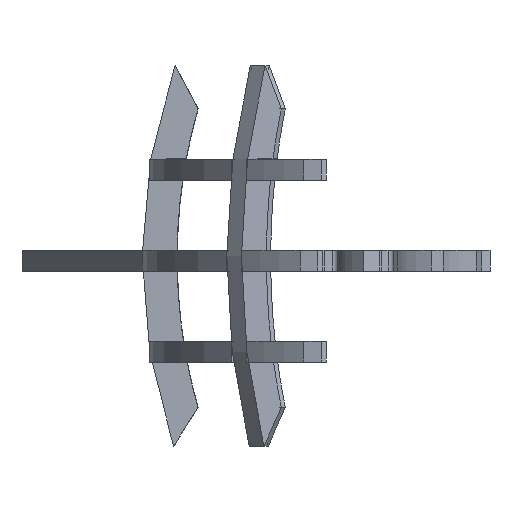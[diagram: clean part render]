
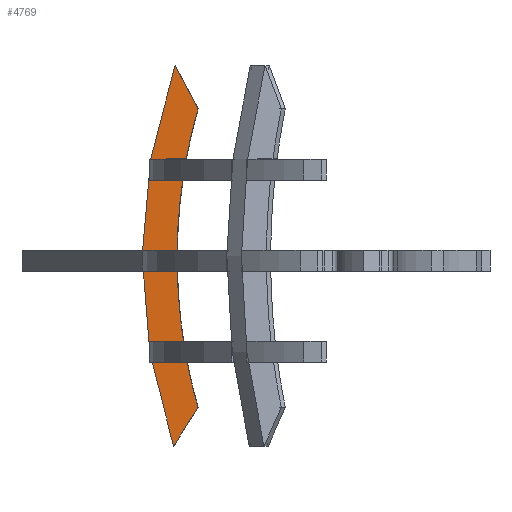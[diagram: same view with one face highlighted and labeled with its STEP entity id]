
A CAD part, left-side view. The second image highlights one B-rep face of the part: STEP entity #4769.
In plain terms, the highlighted face is planar.
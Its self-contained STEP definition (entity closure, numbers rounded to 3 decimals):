
#18 = VERTEX_POINT ( 'NONE', #1995 ) ;
#24 = DIRECTION ( 'NONE',  ( -1., 0., 0. ) ) ;
#194 = VERTEX_POINT ( 'NONE', #4491 ) ;
#196 = CARTESIAN_POINT ( 'NONE',  ( 0.44, -29.241, 3. ) ) ;
#249 = VECTOR ( 'NONE', #795, 1000. ) ;
#274 = EDGE_CURVE ( 'NONE', #3943, #4754, #5271, .T. ) ;
#283 = DIRECTION ( 'NONE',  ( 0.999, 0.036, 0. ) ) ;
#384 = EDGE_CURVE ( 'NONE', #5497, #3152, #3984, .T. ) ;
#430 = CARTESIAN_POINT ( 'NONE',  ( -0.151, 2.997, 3. ) ) ;
#460 = DIRECTION ( 'NONE',  ( 0., 0., -1. ) ) ;
#538 = DIRECTION ( 'NONE',  ( 0., 0., -1. ) ) ;
#721 = ORIENTED_EDGE ( 'NONE', *, *, #2073, .T. ) ;
#795 = DIRECTION ( 'NONE',  ( 1., 0.015, 0. ) ) ;
#868 = VERTEX_POINT ( 'NONE', #430 ) ;
#887 = FACE_OUTER_BOUND ( 'NONE', #5345, .T. ) ;
#908 = LINE ( 'NONE', #3220, #2817 ) ;
#912 = EDGE_CURVE ( 'NONE', #7374, #3544, #6072, .T. ) ;
#959 = LINE ( 'NONE', #3198, #5921 ) ;
#961 = AXIS2_PLACEMENT_3D ( 'NONE', #3999, #538, #24 ) ;
#1000 = CARTESIAN_POINT ( 'NONE',  ( 3.037, 0.109, 3. ) ) ;
#1071 = CARTESIAN_POINT ( 'NONE',  ( 0.827, -22.987, 3. ) ) ;
#1114 = DIRECTION ( 'NONE',  ( 0.999, 0.036, 0. ) ) ;
#1135 = DIRECTION ( 'NONE',  ( -1., 0., 0. ) ) ;
#1149 = AXIS2_PLACEMENT_3D ( 'NONE', #6427, #5807, #1135 ) ;
#1168 = ORIENTED_EDGE ( 'NONE', *, *, #7253, .T. ) ;
#1237 = DIRECTION ( 'NONE',  ( -1., 0., 0. ) ) ;
#1400 = ORIENTED_EDGE ( 'NONE', *, *, #5372, .T. ) ;
#1478 = ORIENTED_EDGE ( 'NONE', *, *, #2321, .T. ) ;
#1494 = CARTESIAN_POINT ( 'NONE',  ( -3.87, 29.002, 3. ) ) ;
#1524 = ORIENTED_EDGE ( 'NONE', *, *, #384, .T. ) ;
#1569 = DIRECTION ( 'NONE',  ( 0.036, -0.999, 0. ) ) ;
#1660 = DIRECTION ( 'NONE',  ( -1., 0., 0. ) ) ;
#1687 = LINE ( 'NONE', #1071, #3172 ) ;
#1749 = EDGE_CURVE ( 'NONE', #5538, #868, #4553, .T. ) ;
#1917 = DIRECTION ( 'NONE',  ( -1., 0., 0. ) ) ;
#1927 = EDGE_CURVE ( 'NONE', #18, #5185, #959, .T. ) ;
#1995 = CARTESIAN_POINT ( 'NONE',  ( -4.397, -43.579, 3. ) ) ;
#2000 = LINE ( 'NONE', #4923, #249 ) ;
#2015 = ORIENTED_EDGE ( 'NONE', *, *, #912, .T. ) ;
#2060 = LINE ( 'NONE', #196, #6615 ) ;
#2062 = ORIENTED_EDGE ( 'NONE', *, *, #3578, .F. ) ;
#2073 = EDGE_CURVE ( 'NONE', #6113, #5538, #4703, .T. ) ;
#2100 = AXIS2_PLACEMENT_3D ( 'NONE', #3537, #460, #1660 ) ;
#2274 = CARTESIAN_POINT ( 'NONE',  ( -0.892, 53.054, 3. ) ) ;
#2299 = DIRECTION ( 'NONE',  ( 0.036, -0.999, 0. ) ) ;
#2321 = EDGE_CURVE ( 'NONE', #3620, #4462, #2000, .T. ) ;
#2330 = LINE ( 'NONE', #4895, #5019 ) ;
#2588 = VECTOR ( 'NONE', #6352, 1000. ) ;
#2666 = PLANE ( 'NONE',  #3668 ) ;
#2778 = CARTESIAN_POINT ( 'NONE',  ( 1.994, 29.091, 3. ) ) ;
#2817 = VECTOR ( 'NONE', #283, 1000. ) ;
#2821 = EDGE_CURVE ( 'NONE', #194, #3943, #2060, .T. ) ;
#2931 = VECTOR ( 'NONE', #1917, 1000. ) ;
#3012 = ORIENTED_EDGE ( 'NONE', *, *, #3476, .T. ) ;
#3127 = CARTESIAN_POINT ( 'NONE',  ( -7.464, 41.669, 3. ) ) ;
#3152 = VERTEX_POINT ( 'NONE', #4356 ) ;
#3156 = CARTESIAN_POINT ( 'NONE',  ( 3.771, -22.881, 3. ) ) ;
#3166 = EDGE_CURVE ( 'NONE', #5497, #868, #2330, .T. ) ;
#3172 = VECTOR ( 'NONE', #1114, 1000. ) ;
#3189 = ORIENTED_EDGE ( 'NONE', *, *, #5516, .T. ) ;
#3198 = CARTESIAN_POINT ( 'NONE',  ( -4.397, -43.579, 3. ) ) ;
#3220 = CARTESIAN_POINT ( 'NONE',  ( -155.306, -8.59, 3. ) ) ;
#3238 = DIRECTION ( 'NONE',  ( 0., 0., -1. ) ) ;
#3325 = CIRCLE ( 'NONE', #7531, 165.516 ) ;
#3381 = EDGE_CURVE ( 'NONE', #7562, #3467, #5642, .T. ) ;
#3467 = VERTEX_POINT ( 'NONE', #6366 ) ;
#3476 = EDGE_CURVE ( 'NONE', #3467, #4754, #1687, .T. ) ;
#3535 = CARTESIAN_POINT ( 'NONE',  ( -155.387, -6.332, 3. ) ) ;
#3537 = CARTESIAN_POINT ( 'NONE',  ( -155.387, -6.332, 3. ) ) ;
#3544 = VERTEX_POINT ( 'NONE', #5391 ) ;
#3562 = VECTOR ( 'NONE', #1569, 1000. ) ;
#3578 = EDGE_CURVE ( 'NONE', #3620, #5956, #4884, .T. ) ;
#3620 = VERTEX_POINT ( 'NONE', #1494 ) ;
#3634 = CARTESIAN_POINT ( 'NONE',  ( 0., 29.002, 3. ) ) ;
#3668 = AXIS2_PLACEMENT_3D ( 'NONE', #3766, #3238, #5597 ) ;
#3766 = CARTESIAN_POINT ( 'NONE',  ( -155.387, -6.332, 3. ) ) ;
#3790 = CARTESIAN_POINT ( 'NONE',  ( -155.387, -6.332, 3. ) ) ;
#3818 = VECTOR ( 'NONE', #2299, 1000. ) ;
#3943 = VERTEX_POINT ( 'NONE', #6504 ) ;
#3984 = LINE ( 'NONE', #6963, #3818 ) ;
#3999 = CARTESIAN_POINT ( 'NONE',  ( -155.387, -6.332, 3. ) ) ;
#4150 = EDGE_CURVE ( 'NONE', #7562, #3152, #908, .T. ) ;
#4356 = CARTESIAN_POINT ( 'NONE',  ( 5.143, -2.817, 3. ) ) ;
#4462 = VERTEX_POINT ( 'NONE', #2778 ) ;
#4464 = CIRCLE ( 'NONE', #5457, 155.516 ) ;
#4491 = CARTESIAN_POINT ( 'NONE',  ( -1.572, -29.272, 3. ) ) ;
#4553 = CIRCLE ( 'NONE', #2100, 155.516 ) ;
#4679 = DIRECTION ( 'NONE',  ( -0.999, -0.036, 0. ) ) ;
#4703 = LINE ( 'NONE', #5213, #7649 ) ;
#4754 = VERTEX_POINT ( 'NONE', #3156 ) ;
#4769 = ADVANCED_FACE ( 'NONE', ( #887 ), #2666, .F. ) ;
#4884 = LINE ( 'NONE', #3634, #2931 ) ;
#4895 = CARTESIAN_POINT ( 'NONE',  ( -155.522, -2.594, 3. ) ) ;
#4910 = DIRECTION ( 'NONE',  ( 1., 0.015, 0. ) ) ;
#4921 = CARTESIAN_POINT ( 'NONE',  ( 2.597, -55.693, 3. ) ) ;
#4923 = CARTESIAN_POINT ( 'NONE',  ( -0.437, 29.054, 3. ) ) ;
#5019 = VECTOR ( 'NONE', #4679, 1000. ) ;
#5123 = CARTESIAN_POINT ( 'NONE',  ( -3.938, 29.002, 3. ) ) ;
#5185 = VERTEX_POINT ( 'NONE', #4921 ) ;
#5213 = CARTESIAN_POINT ( 'NONE',  ( -0.827, 22.985, 3. ) ) ;
#5271 = LINE ( 'NONE', #6497, #2588 ) ;
#5345 = EDGE_LOOP ( 'NONE', ( #3012, #6393, #6206, #3189, #7474, #6179, #2015, #1400, #2062, #1478, #1168, #721, #7225, #6854, #1524, #7293, #6307 ) ) ;
#5372 = EDGE_CURVE ( 'NONE', #3544, #5956, #7065, .T. ) ;
#5391 = CARTESIAN_POINT ( 'NONE',  ( -7.464, 41.669, 3. ) ) ;
#5457 = AXIS2_PLACEMENT_3D ( 'NONE', #3790, #6168, #6666 ) ;
#5497 = VERTEX_POINT ( 'NONE', #5544 ) ;
#5516 = EDGE_CURVE ( 'NONE', #194, #18, #4464, .T. ) ;
#5538 = VERTEX_POINT ( 'NONE', #7199 ) ;
#5544 = CARTESIAN_POINT ( 'NONE',  ( 4.928, 3.179, 3. ) ) ;
#5597 = DIRECTION ( 'NONE',  ( -1., 0., 0. ) ) ;
#5642 = CIRCLE ( 'NONE', #961, 155.516 ) ;
#5758 = CARTESIAN_POINT ( 'NONE',  ( 0.093, -2.999, 3. ) ) ;
#5807 = DIRECTION ( 'NONE',  ( 0., 0., -1. ) ) ;
#5871 = DIRECTION ( 'NONE',  ( 0., 0., 1. ) ) ;
#5893 = CARTESIAN_POINT ( 'NONE',  ( 2.21, 23.094, 3. ) ) ;
#5921 = VECTOR ( 'NONE', #7451, 1000. ) ;
#5956 = VERTEX_POINT ( 'NONE', #5123 ) ;
#6072 = LINE ( 'NONE', #3127, #6399 ) ;
#6113 = VERTEX_POINT ( 'NONE', #5893 ) ;
#6168 = DIRECTION ( 'NONE',  ( 0., 0., -1. ) ) ;
#6179 = ORIENTED_EDGE ( 'NONE', *, *, #6920, .T. ) ;
#6206 = ORIENTED_EDGE ( 'NONE', *, *, #2821, .F. ) ;
#6307 = ORIENTED_EDGE ( 'NONE', *, *, #3381, .T. ) ;
#6330 = LINE ( 'NONE', #1000, #3562 ) ;
#6352 = DIRECTION ( 'NONE',  ( -0.028, 1., 0. ) ) ;
#6366 = CARTESIAN_POINT ( 'NONE',  ( -0.772, -23.044, 3. ) ) ;
#6393 = ORIENTED_EDGE ( 'NONE', *, *, #274, .F. ) ;
#6399 = VECTOR ( 'NONE', #6528, 1000. ) ;
#6427 = CARTESIAN_POINT ( 'NONE',  ( -155.387, -6.332, 3. ) ) ;
#6497 = CARTESIAN_POINT ( 'NONE',  ( 3.119, 0.089, 3. ) ) ;
#6504 = CARTESIAN_POINT ( 'NONE',  ( 3.95, -29.188, 3. ) ) ;
#6528 = DIRECTION ( 'NONE',  ( -0.5, -0.866, 0. ) ) ;
#6615 = VECTOR ( 'NONE', #4910, 1000. ) ;
#6666 = DIRECTION ( 'NONE',  ( -1., 0., 0. ) ) ;
#6854 = ORIENTED_EDGE ( 'NONE', *, *, #3166, .F. ) ;
#6920 = EDGE_CURVE ( 'NONE', #5185, #7374, #3325, .T. ) ;
#6963 = CARTESIAN_POINT ( 'NONE',  ( 5.062, -0.559, 3. ) ) ;
#7065 = CIRCLE ( 'NONE', #1149, 155.516 ) ;
#7199 = CARTESIAN_POINT ( 'NONE',  ( -2.647, 22.92, 3. ) ) ;
#7225 = ORIENTED_EDGE ( 'NONE', *, *, #1749, .T. ) ;
#7253 = EDGE_CURVE ( 'NONE', #4462, #6113, #6330, .T. ) ;
#7293 = ORIENTED_EDGE ( 'NONE', *, *, #4150, .F. ) ;
#7374 = VERTEX_POINT ( 'NONE', #2274 ) ;
#7451 = DIRECTION ( 'NONE',  ( 0.5, -0.866, 0. ) ) ;
#7474 = ORIENTED_EDGE ( 'NONE', *, *, #1927, .T. ) ;
#7531 = AXIS2_PLACEMENT_3D ( 'NONE', #3535, #5871, #1237 ) ;
#7562 = VERTEX_POINT ( 'NONE', #5758 ) ;
#7637 = DIRECTION ( 'NONE',  ( -0.999, -0.036, 0. ) ) ;
#7649 = VECTOR ( 'NONE', #7637, 1000. ) ;
